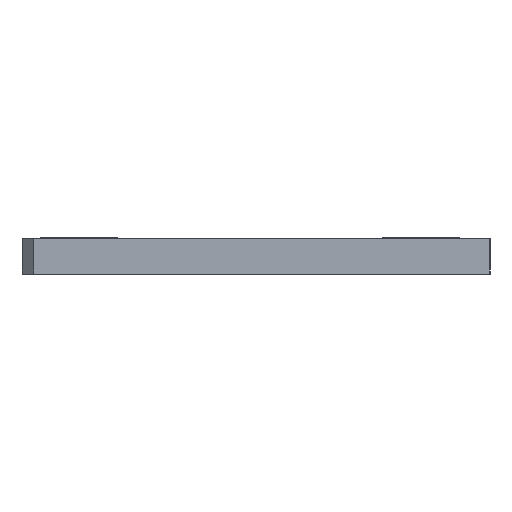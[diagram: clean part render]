
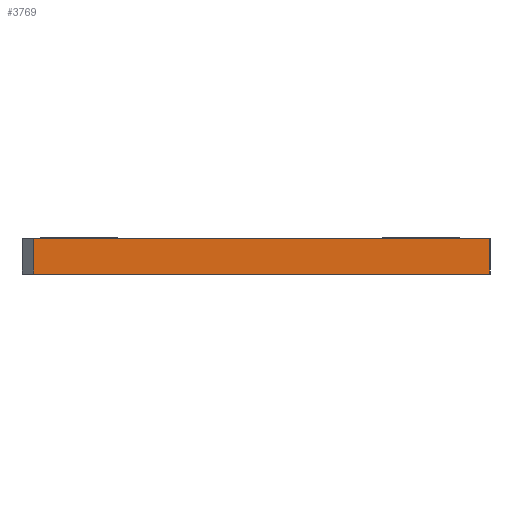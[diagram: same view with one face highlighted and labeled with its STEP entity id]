
A CAD part, front view. The second image highlights one B-rep face of the part: STEP entity #3769.
In plain terms, the highlighted face is planar.
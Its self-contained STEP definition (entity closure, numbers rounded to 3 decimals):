
#210=PLANE('',#4196);
#370=FACE_OUTER_BOUND('',#616,.T.);
#616=EDGE_LOOP('',(#2945,#2946,#2947,#2948));
#904=LINE('',#5884,#1247);
#905=LINE('',#5887,#1248);
#909=LINE('',#5895,#1252);
#910=LINE('',#5896,#1253);
#1247=VECTOR('',#4867,10.);
#1248=VECTOR('',#4870,10.);
#1252=VECTOR('',#4876,10.);
#1253=VECTOR('',#4877,10.);
#1831=VERTEX_POINT('',#5877);
#1834=VERTEX_POINT('',#5882);
#1835=VERTEX_POINT('',#5886);
#1838=VERTEX_POINT('',#5894);
#2258=EDGE_CURVE('',#1834,#1831,#904,.T.);
#2259=EDGE_CURVE('',#1831,#1835,#905,.T.);
#2263=EDGE_CURVE('',#1838,#1834,#909,.T.);
#2264=EDGE_CURVE('',#1838,#1835,#910,.T.);
#2945=ORIENTED_EDGE('',*,*,#2258,.F.);
#2946=ORIENTED_EDGE('',*,*,#2263,.F.);
#2947=ORIENTED_EDGE('',*,*,#2264,.T.);
#2948=ORIENTED_EDGE('',*,*,#2259,.F.);
#3769=ADVANCED_FACE('',(#370),#210,.T.);
#4196=AXIS2_PLACEMENT_3D('',#5893,#4874,#4875);
#4867=DIRECTION('',(0.,1.,0.));
#4870=DIRECTION('',(1.,0.,0.));
#4874=DIRECTION('center_axis',(0.,0.,1.));
#4875=DIRECTION('ref_axis',(1.,0.,0.));
#4876=DIRECTION('',(-1.,0.,0.));
#4877=DIRECTION('',(0.,1.,0.));
#5877=CARTESIAN_POINT('',(-60.325,9.525,107.95));
#5882=CARTESIAN_POINT('',(-60.325,0.,107.95));
#5884=CARTESIAN_POINT('',(-60.325,0.,107.95));
#5886=CARTESIAN_POINT('',(63.5,9.525,107.95));
#5887=CARTESIAN_POINT('',(63.5,9.525,107.95));
#5893=CARTESIAN_POINT('Origin',(-63.5,0.,107.95));
#5894=CARTESIAN_POINT('',(63.5,0.,107.95));
#5895=CARTESIAN_POINT('',(63.5,0.,107.95));
#5896=CARTESIAN_POINT('',(63.5,0.,107.95));
